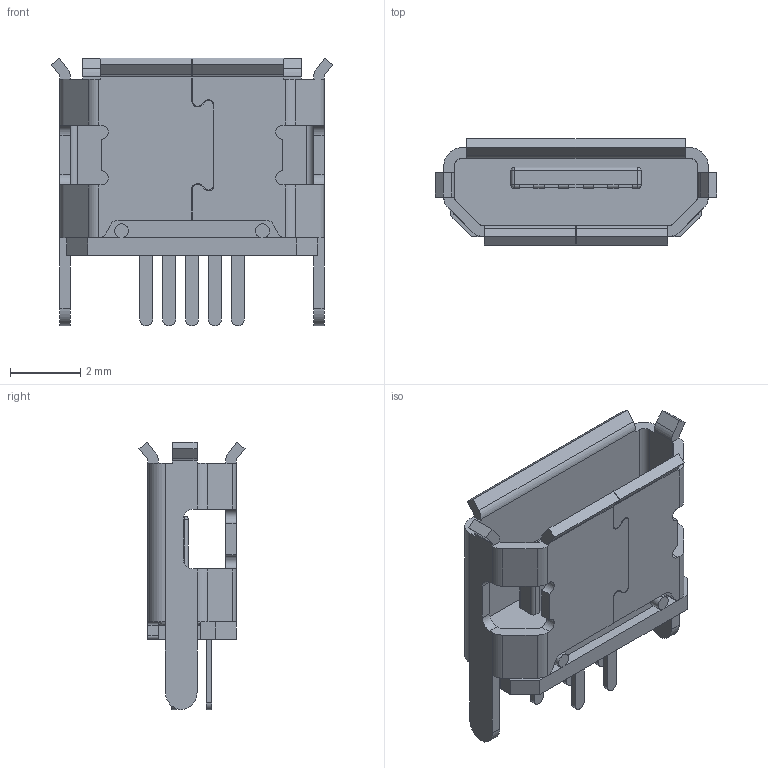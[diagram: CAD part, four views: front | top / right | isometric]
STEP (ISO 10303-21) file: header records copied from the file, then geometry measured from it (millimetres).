
FILE_DESCRIPTION (( 'STEP AP214' ), '1' );
FILE_NAME ('Micro usb_vetical.STEP', '2019-01-15T10:15:23', ( '' ), ( '' ), 'SwSTEP 2.0', 'SolidWorks 2016', '' );
FILE_SCHEMA (( 'AUTOMOTIVE_DESIGN' ));
Length unit declared in the file: millimetre
Products named in the file (1): Micro usb_vetical
Bounding box: 8 x 3.01 x 7.6 mm (x, y, z)
Volume: 50.4 mm3; surface area: 261.5 mm2
Topology: 6 solids, 6 shells, 320 faces, 880 edges, 568 vertices
Faces by surface type: plane 199, cylinder 113, bspline 8
Entity records: 11191 total; most frequent: CARTESIAN_POINT 1913, ORIENTED_EDGE 1748, DIRECTION 1720, EDGE_CURVE 874, LINE 642, VECTOR 642, VERTEX_POINT 568, AXIS2_PLACEMENT_3D 539
